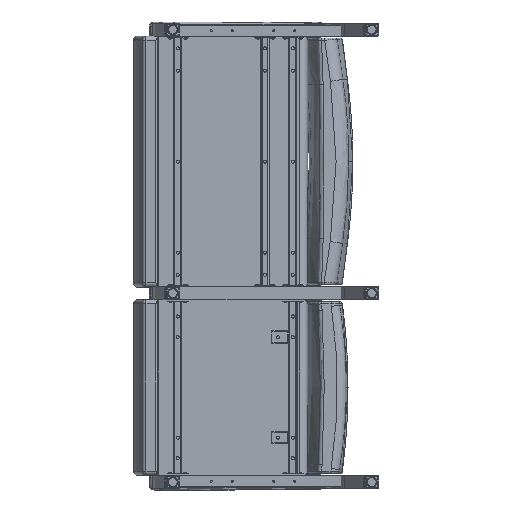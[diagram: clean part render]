
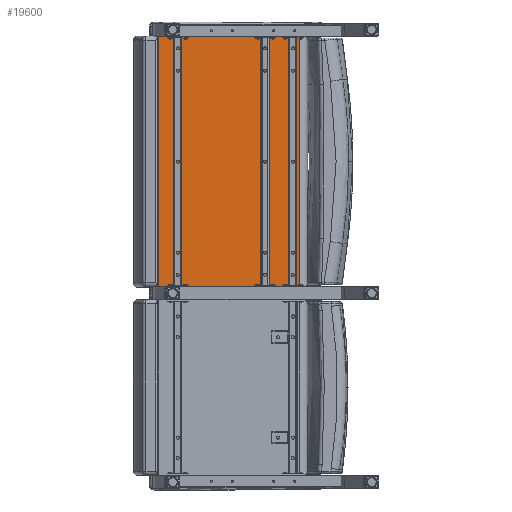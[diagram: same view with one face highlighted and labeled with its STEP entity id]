
A CAD part, front view. The second image highlights one B-rep face of the part: STEP entity #19600.
In plain terms, the highlighted planar face has unit normal (0, -1, 0).
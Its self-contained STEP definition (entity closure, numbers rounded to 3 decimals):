
#1475=PLANE('',#21167);
#2551=LINE('',#28998,#3618);
#2567=LINE('',#29132,#3634);
#2573=LINE('',#29219,#3640);
#2574=LINE('',#29221,#3641);
#3618=VECTOR('',#23384,0.394);
#3634=VECTOR('',#23460,0.394);
#3640=VECTOR('',#23522,0.394);
#3641=VECTOR('',#23525,0.394);
#5267=FACE_OUTER_BOUND('',#6608,.T.);
#6608=EDGE_LOOP('',(#13942,#13943,#13944,#13945));
#9193=VERTEX_POINT('',#28986);
#9194=VERTEX_POINT('',#28997);
#9218=VERTEX_POINT('',#29120);
#9219=VERTEX_POINT('',#29131);
#10939=EDGE_CURVE('',#9193,#9194,#2551,.T.);
#10978=EDGE_CURVE('',#9218,#9219,#2567,.T.);
#11003=EDGE_CURVE('',#9218,#9194,#2573,.T.);
#11004=EDGE_CURVE('',#9219,#9193,#2574,.T.);
#13942=ORIENTED_EDGE('',*,*,#10939,.F.);
#13943=ORIENTED_EDGE('',*,*,#11004,.F.);
#13944=ORIENTED_EDGE('',*,*,#10978,.F.);
#13945=ORIENTED_EDGE('',*,*,#11003,.T.);
#19600=ADVANCED_FACE('',(#5267),#1475,.T.);
#21167=AXIS2_PLACEMENT_3D('',#29220,#23523,#23524);
#23384=DIRECTION('',(1.,0.,0.));
#23460=DIRECTION('',(-1.,0.,0.));
#23522=DIRECTION('',(0.,0.,1.));
#23523=DIRECTION('center_axis',(0.,-1.,0.));
#23524=DIRECTION('ref_axis',(1.,0.,0.));
#23525=DIRECTION('',(0.,0.,1.));
#28986=CARTESIAN_POINT('',(-12.083,0.797,29.966));
#28997=CARTESIAN_POINT('',(4.791,0.797,29.966));
#28998=CARTESIAN_POINT('',(-9.146,0.797,29.966));
#29120=CARTESIAN_POINT('',(4.791,0.797,0.034));
#29131=CARTESIAN_POINT('',(-12.083,0.797,0.034));
#29132=CARTESIAN_POINT('',(-9.146,0.797,0.034));
#29219=CARTESIAN_POINT('',(4.791,0.797,0.));
#29220=CARTESIAN_POINT('Origin',(-12.083,0.797,0.));
#29221=CARTESIAN_POINT('',(-12.083,0.797,0.));
